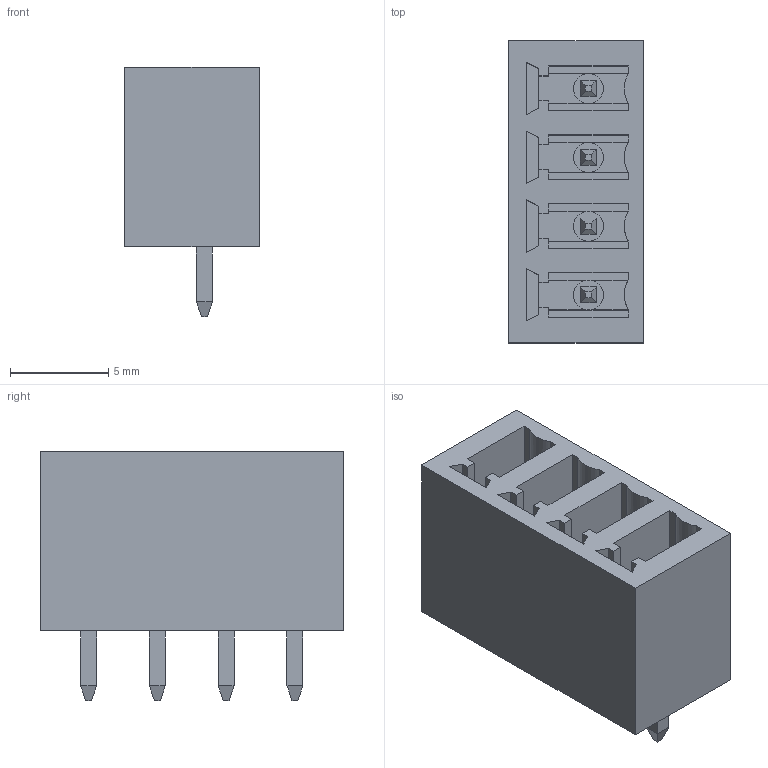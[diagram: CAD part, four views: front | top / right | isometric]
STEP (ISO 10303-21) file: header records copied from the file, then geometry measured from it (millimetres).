
FILE_DESCRIPTION(/* description */ (''),/* implementation_level */ '2;1');
FILE_NAME(/* name */ 'VERTIC~4',/* time_stamp */ '2023-05-26T01:47:05+03:00',/* author */ (''),/* organization */ (''),/* preprocessor_version */ 'ST-DEVELOPER v16.5',/* originating_system */ '',/* authorisation */ '');
FILE_SCHEMA (('AUTOMOTIVE_DESIGN'));
Length unit declared in the file: millimetre
Products named in the file (1): Document
Bounding box: 6.86 x 15.39 x 12.7 mm (x, y, z)
Volume: 647.1 mm3; surface area: 1354.9 mm2
Topology: 9 solids, 9 shells, 206 faces, 496 edges, 324 vertices
Faces by surface type: plane 194, bspline 12
Entity records: 5437 total; most frequent: CARTESIAN_POINT 1809, ORIENTED_EDGE 984, EDGE_CURVE 492, B_SPLINE_CURVE_WITH_KNOTS 468, VERTEX_POINT 320, EDGE_LOOP 222, ADVANCED_FACE 206, FACE_OUTER_BOUND 206
